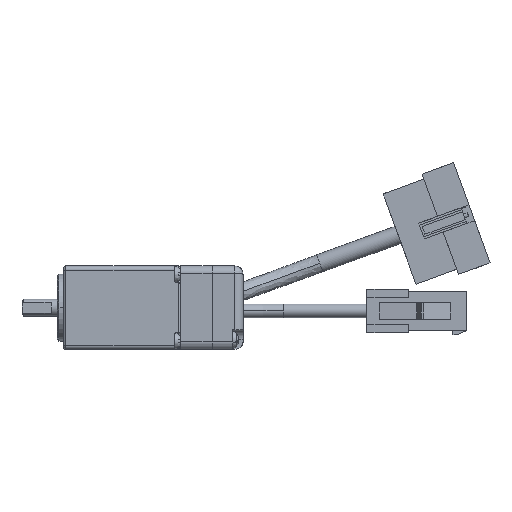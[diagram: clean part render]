
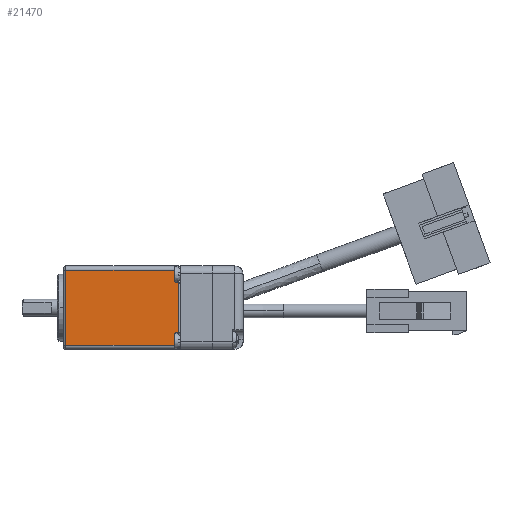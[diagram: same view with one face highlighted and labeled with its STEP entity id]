
A CAD part, front view. The second image highlights one B-rep face of the part: STEP entity #21470.
In plain terms, the highlighted planar face has unit normal (0, -1, 0).
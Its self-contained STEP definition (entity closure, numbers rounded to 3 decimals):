
#67 = VERTEX_POINT ( 'NONE', #14758 ) ;
#468 = EDGE_CURVE ( 'NONE', #19777, #10783, #21569, .T. ) ;
#669 = DIRECTION ( 'NONE',  ( 0., 1., 0. ) ) ;
#1396 = DIRECTION ( 'NONE',  ( 0., 0., -1. ) ) ;
#2172 = CARTESIAN_POINT ( 'NONE',  ( 65.772, 2.132, 22.726 ) ) ;
#2908 = CIRCLE ( 'NONE', #3836, 0.5 ) ;
#2996 = AXIS2_PLACEMENT_3D ( 'NONE', #5170, #17589, #6977 ) ;
#3209 = VECTOR ( 'NONE', #10851, 1000. ) ;
#3250 = DIRECTION ( 'NONE',  ( 1., 0., 0. ) ) ;
#3424 = CARTESIAN_POINT ( 'NONE',  ( 65.772, 2.132, 22.726 ) ) ;
#3836 = AXIS2_PLACEMENT_3D ( 'NONE', #11240, #669, #13018 ) ;
#3876 = CIRCLE ( 'NONE', #5203, 0.5 ) ;
#3888 = DIRECTION ( 'NONE',  ( 0., 1., 0. ) ) ;
#3938 = DIRECTION ( 'NONE',  ( -1., 0., 0. ) ) ;
#4151 = LINE ( 'NONE', #22808, #8829 ) ;
#4188 = VERTEX_POINT ( 'NONE', #7066 ) ;
#4233 = VECTOR ( 'NONE', #3250, 1000. ) ;
#4537 = CARTESIAN_POINT ( 'NONE',  ( 68.272, 2.132, 22.726 ) ) ;
#4713 = VERTEX_POINT ( 'NONE', #14162 ) ;
#4753 = VECTOR ( 'NONE', #5209, 1000. ) ;
#4854 = EDGE_CURVE ( 'NONE', #21776, #16972, #22565, .T. ) ;
#5170 = CARTESIAN_POINT ( 'NONE',  ( 68.272, 2.132, 49.726 ) ) ;
#5203 = AXIS2_PLACEMENT_3D ( 'NONE', #14499, #3888, #16287 ) ;
#5209 = DIRECTION ( 'NONE',  ( 0., 0., 1. ) ) ;
#5929 = EDGE_CURVE ( 'NONE', #21264, #20513, #18367, .T. ) ;
#6092 = DIRECTION ( 'NONE',  ( -1., 0., 0. ) ) ;
#6652 = ORIENTED_EDGE ( 'NONE', *, *, #4854, .F. ) ;
#6660 = EDGE_LOOP ( 'NONE', ( #19150, #14780, #20589, #17512, #7414, #16498, #15184, #16869, #9592, #6652 ) ) ;
#6977 = DIRECTION ( 'NONE',  ( 0., 0., -1. ) ) ;
#7066 = CARTESIAN_POINT ( 'NONE',  ( 68.272, 2.132, 48.726 ) ) ;
#7072 = CARTESIAN_POINT ( 'NONE',  ( 65.272, 2.132, 22.226 ) ) ;
#7414 = ORIENTED_EDGE ( 'NONE', *, *, #15415, .T. ) ;
#7525 = CARTESIAN_POINT ( 'NONE',  ( 65.272, 2.132, 21.726 ) ) ;
#7938 = LINE ( 'NONE', #9037, #3209 ) ;
#8362 = LINE ( 'NONE', #15656, #4233 ) ;
#8396 = VECTOR ( 'NONE', #3938, 1000. ) ;
#8829 = VECTOR ( 'NONE', #19234, 1000. ) ;
#9037 = CARTESIAN_POINT ( 'NONE',  ( 68.272, 2.132, 21.726 ) ) ;
#9592 = ORIENTED_EDGE ( 'NONE', *, *, #20332, .T. ) ;
#9952 = EDGE_CURVE ( 'NONE', #4713, #67, #16451, .T. ) ;
#10783 = VERTEX_POINT ( 'NONE', #7525 ) ;
#10851 = DIRECTION ( 'NONE',  ( 1., 0., 0. ) ) ;
#10892 = CARTESIAN_POINT ( 'NONE',  ( 53.272, 2.132, 22.226 ) ) ;
#11240 = CARTESIAN_POINT ( 'NONE',  ( 52.772, 2.132, 22.226 ) ) ;
#11566 = VERTEX_POINT ( 'NONE', #16809 ) ;
#12148 = EDGE_CURVE ( 'NONE', #4188, #4713, #21677, .T. ) ;
#12213 = PLANE ( 'NONE',  #2996 ) ;
#12653 = VECTOR ( 'NONE', #15911, 1000. ) ;
#12907 = EDGE_CURVE ( 'NONE', #4188, #21776, #4151, .T. ) ;
#13018 = DIRECTION ( 'NONE',  ( -1., 0., 0. ) ) ;
#14162 = CARTESIAN_POINT ( 'NONE',  ( 50.272, 2.132, 48.726 ) ) ;
#14499 = CARTESIAN_POINT ( 'NONE',  ( 65.772, 2.132, 22.226 ) ) ;
#14685 = EDGE_CURVE ( 'NONE', #21264, #10783, #7938, .T. ) ;
#14758 = CARTESIAN_POINT ( 'NONE',  ( 50.272, 2.132, 22.726 ) ) ;
#14780 = ORIENTED_EDGE ( 'NONE', *, *, #12148, .T. ) ;
#15184 = ORIENTED_EDGE ( 'NONE', *, *, #14685, .T. ) ;
#15415 = EDGE_CURVE ( 'NONE', #11566, #20513, #2908, .T. ) ;
#15656 = CARTESIAN_POINT ( 'NONE',  ( 68.272, 2.132, 22.726 ) ) ;
#15911 = DIRECTION ( 'NONE',  ( 0., 0., -1. ) ) ;
#16287 = DIRECTION ( 'NONE',  ( 1., 0., 0. ) ) ;
#16451 = LINE ( 'NONE', #20918, #21162 ) ;
#16498 = ORIENTED_EDGE ( 'NONE', *, *, #5929, .F. ) ;
#16809 = CARTESIAN_POINT ( 'NONE',  ( 52.772, 2.132, 22.726 ) ) ;
#16869 = ORIENTED_EDGE ( 'NONE', *, *, #468, .F. ) ;
#16936 = VECTOR ( 'NONE', #6092, 1000. ) ;
#16972 = VERTEX_POINT ( 'NONE', #3424 ) ;
#17512 = ORIENTED_EDGE ( 'NONE', *, *, #18560, .T. ) ;
#17589 = DIRECTION ( 'NONE',  ( 0., -1., 0. ) ) ;
#17868 = CARTESIAN_POINT ( 'NONE',  ( 65.272, 2.132, 22.226 ) ) ;
#18367 = LINE ( 'NONE', #22663, #4753 ) ;
#18560 = EDGE_CURVE ( 'NONE', #67, #11566, #8362, .T. ) ;
#19150 = ORIENTED_EDGE ( 'NONE', *, *, #12907, .F. ) ;
#19234 = DIRECTION ( 'NONE',  ( 0., 0., -1. ) ) ;
#19352 = FACE_OUTER_BOUND ( 'NONE', #6660, .T. ) ;
#19777 = VERTEX_POINT ( 'NONE', #17868 ) ;
#20332 = EDGE_CURVE ( 'NONE', #19777, #16972, #3876, .T. ) ;
#20387 = CARTESIAN_POINT ( 'NONE',  ( 53.272, 2.132, 21.726 ) ) ;
#20513 = VERTEX_POINT ( 'NONE', #10892 ) ;
#20589 = ORIENTED_EDGE ( 'NONE', *, *, #9952, .T. ) ;
#20918 = CARTESIAN_POINT ( 'NONE',  ( 50.272, 2.132, 49.726 ) ) ;
#21162 = VECTOR ( 'NONE', #1396, 1000. ) ;
#21264 = VERTEX_POINT ( 'NONE', #20387 ) ;
#21470 = ADVANCED_FACE ( 'NONE', ( #19352 ), #12213, .T. ) ;
#21569 = LINE ( 'NONE', #7072, #12653 ) ;
#21677 = LINE ( 'NONE', #22064, #16936 ) ;
#21776 = VERTEX_POINT ( 'NONE', #4537 ) ;
#22064 = CARTESIAN_POINT ( 'NONE',  ( 68.272, 2.132, 48.726 ) ) ;
#22565 = LINE ( 'NONE', #2172, #8396 ) ;
#22663 = CARTESIAN_POINT ( 'NONE',  ( 53.272, 2.132, 22.226 ) ) ;
#22808 = CARTESIAN_POINT ( 'NONE',  ( 68.272, 2.132, 22.726 ) ) ;
